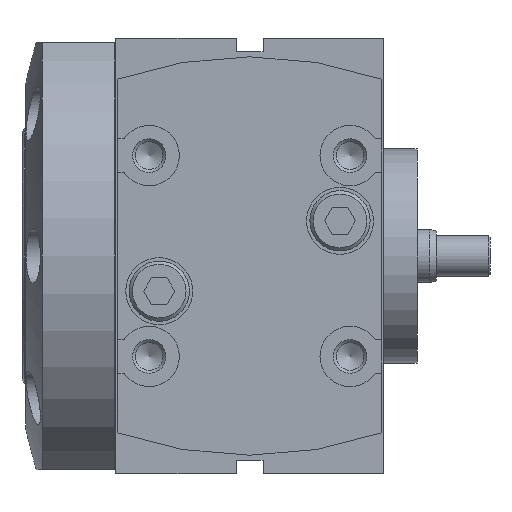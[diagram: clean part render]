
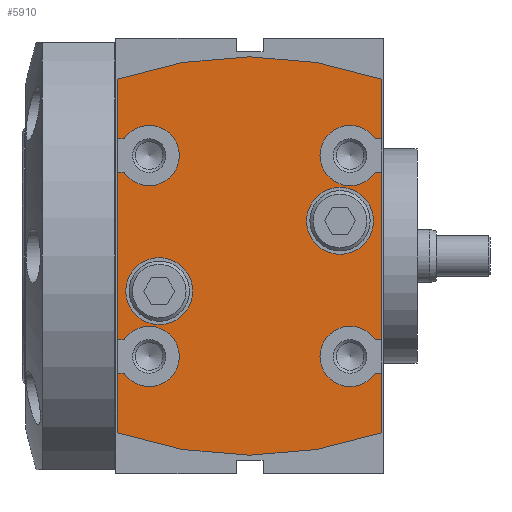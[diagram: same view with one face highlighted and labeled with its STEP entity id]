
A CAD part, left-side view. The second image highlights one B-rep face of the part: STEP entity #5910.
In plain terms, the highlighted planar face has unit normal (-1, 0, 0).
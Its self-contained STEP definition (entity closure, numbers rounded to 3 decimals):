
#193=LINE('',#9195,#517);
#194=LINE('',#9198,#518);
#195=LINE('',#9200,#519);
#196=LINE('',#9204,#520);
#197=LINE('',#9206,#521);
#198=LINE('',#9210,#522);
#199=LINE('',#9212,#523);
#200=LINE('',#9216,#524);
#201=LINE('',#9218,#525);
#202=LINE('',#9220,#526);
#203=LINE('',#9224,#527);
#204=LINE('',#9226,#528);
#205=LINE('',#9230,#529);
#206=LINE('',#9232,#530);
#517=VECTOR('',#7255,1000.);
#518=VECTOR('',#7256,1000.);
#519=VECTOR('',#7257,1000.);
#520=VECTOR('',#7260,1000.);
#521=VECTOR('',#7261,1000.);
#522=VECTOR('',#7264,1000.);
#523=VECTOR('',#7265,1000.);
#524=VECTOR('',#7268,1000.);
#525=VECTOR('',#7269,1000.);
#526=VECTOR('',#7270,1000.);
#527=VECTOR('',#7273,1000.);
#528=VECTOR('',#7274,1000.);
#529=VECTOR('',#7277,1000.);
#530=VECTOR('',#7278,1000.);
#831=PLANE('',#6407);
#1051=ORIENTED_EDGE('',*,*,#2475,.T.);
#1052=ORIENTED_EDGE('',*,*,#2476,.T.);
#1053=ORIENTED_EDGE('',*,*,#2477,.T.);
#1054=ORIENTED_EDGE('',*,*,#2478,.F.);
#1055=ORIENTED_EDGE('',*,*,#2479,.T.);
#1056=ORIENTED_EDGE('',*,*,#2480,.T.);
#1057=ORIENTED_EDGE('',*,*,#2481,.T.);
#1058=ORIENTED_EDGE('',*,*,#2482,.F.);
#1059=ORIENTED_EDGE('',*,*,#2483,.F.);
#1060=ORIENTED_EDGE('',*,*,#2484,.F.);
#1061=ORIENTED_EDGE('',*,*,#2485,.T.);
#1062=ORIENTED_EDGE('',*,*,#2486,.T.);
#1063=ORIENTED_EDGE('',*,*,#2487,.T.);
#1064=ORIENTED_EDGE('',*,*,#2488,.F.);
#1065=ORIENTED_EDGE('',*,*,#2489,.T.);
#1066=ORIENTED_EDGE('',*,*,#2490,.T.);
#1067=ORIENTED_EDGE('',*,*,#2491,.T.);
#1068=ORIENTED_EDGE('',*,*,#2492,.F.);
#1069=ORIENTED_EDGE('',*,*,#2493,.F.);
#1070=ORIENTED_EDGE('',*,*,#2494,.F.);
#1071=ORIENTED_EDGE('',*,*,#2495,.T.);
#1072=ORIENTED_EDGE('',*,*,#2496,.T.);
#2475=EDGE_CURVE('',#3187,#3187,#3776,.T.);
#2476=EDGE_CURVE('',#3188,#3188,#3777,.T.);
#2477=EDGE_CURVE('',#3189,#3190,#193,.T.);
#2478=EDGE_CURVE('',#3191,#3190,#194,.T.);
#2479=EDGE_CURVE('',#3191,#3192,#195,.T.);
#2480=EDGE_CURVE('',#3192,#3193,#3778,.T.);
#2481=EDGE_CURVE('',#3193,#3194,#196,.T.);
#2482=EDGE_CURVE('',#3195,#3194,#197,.T.);
#2483=EDGE_CURVE('',#3196,#3195,#3779,.T.);
#2484=EDGE_CURVE('',#3197,#3196,#198,.T.);
#2485=EDGE_CURVE('',#3197,#3198,#199,.T.);
#2486=EDGE_CURVE('',#3198,#3199,#3780,.T.);
#2487=EDGE_CURVE('',#3199,#3200,#200,.T.);
#2488=EDGE_CURVE('',#3201,#3200,#201,.T.);
#2489=EDGE_CURVE('',#3201,#3202,#202,.T.);
#2490=EDGE_CURVE('',#3202,#3203,#3781,.T.);
#2491=EDGE_CURVE('',#3203,#3204,#203,.T.);
#2492=EDGE_CURVE('',#3205,#3204,#204,.T.);
#2493=EDGE_CURVE('',#3206,#3205,#3782,.T.);
#2494=EDGE_CURVE('',#3207,#3206,#205,.T.);
#2495=EDGE_CURVE('',#3207,#3208,#206,.T.);
#2496=EDGE_CURVE('',#3208,#3189,#3783,.T.);
#3187=VERTEX_POINT('',#9192);
#3188=VERTEX_POINT('',#9194);
#3189=VERTEX_POINT('',#9196);
#3190=VERTEX_POINT('',#9197);
#3191=VERTEX_POINT('',#9199);
#3192=VERTEX_POINT('',#9201);
#3193=VERTEX_POINT('',#9203);
#3194=VERTEX_POINT('',#9205);
#3195=VERTEX_POINT('',#9207);
#3196=VERTEX_POINT('',#9209);
#3197=VERTEX_POINT('',#9211);
#3198=VERTEX_POINT('',#9213);
#3199=VERTEX_POINT('',#9215);
#3200=VERTEX_POINT('',#9217);
#3201=VERTEX_POINT('',#9219);
#3202=VERTEX_POINT('',#9221);
#3203=VERTEX_POINT('',#9223);
#3204=VERTEX_POINT('',#9225);
#3205=VERTEX_POINT('',#9227);
#3206=VERTEX_POINT('',#9229);
#3207=VERTEX_POINT('',#9231);
#3208=VERTEX_POINT('',#9233);
#3776=CIRCLE('',#6408,5.);
#3777=CIRCLE('',#6409,5.);
#3778=CIRCLE('',#6410,4.5);
#3779=CIRCLE('',#6411,59.7);
#3780=CIRCLE('',#6412,4.5);
#3781=CIRCLE('',#6413,4.5);
#3782=CIRCLE('',#6414,59.7);
#3783=CIRCLE('',#6415,4.5);
#4144=EDGE_LOOP('',(#1051));
#4145=EDGE_LOOP('',(#1052));
#4146=EDGE_LOOP('',(#1053,#1054,#1055,#1056,#1057,#1058,#1059,#1060,#1061,
#1062,#1063,#1064,#1065,#1066,#1067,#1068,#1069,#1070,#1071,#1072));
#4946=FACE_BOUND('',#4144,.T.);
#4947=FACE_BOUND('',#4145,.T.);
#4948=FACE_BOUND('',#4146,.T.);
#5910=ADVANCED_FACE('',(#4946,#4947,#4948),#831,.F.);
#6407=AXIS2_PLACEMENT_3D('',#9190,#7249,#7250);
#6408=AXIS2_PLACEMENT_3D('',#9191,#7251,#7252);
#6409=AXIS2_PLACEMENT_3D('',#9193,#7253,#7254);
#6410=AXIS2_PLACEMENT_3D('',#9202,#7258,#7259);
#6411=AXIS2_PLACEMENT_3D('',#9208,#7262,#7263);
#6412=AXIS2_PLACEMENT_3D('',#9214,#7266,#7267);
#6413=AXIS2_PLACEMENT_3D('',#9222,#7271,#7272);
#6414=AXIS2_PLACEMENT_3D('',#9228,#7275,#7276);
#6415=AXIS2_PLACEMENT_3D('',#9234,#7279,#7280);
#7249=DIRECTION('',(1.,0.,0.));
#7250=DIRECTION('',(0.,0.,-1.));
#7251=DIRECTION('',(1.,0.,0.));
#7252=DIRECTION('',(0.,0.,-1.));
#7253=DIRECTION('',(1.,0.,0.));
#7254=DIRECTION('',(0.,0.,-1.));
#7255=DIRECTION('',(0.,-1.,0.));
#7256=DIRECTION('',(0.,0.,-1.));
#7257=DIRECTION('',(0.,1.,0.));
#7258=DIRECTION('',(1.,0.,0.));
#7259=DIRECTION('',(0.,0.,-1.));
#7260=DIRECTION('',(0.,-1.,0.));
#7261=DIRECTION('',(0.,0.,-1.));
#7262=DIRECTION('',(1.,0.,0.));
#7263=DIRECTION('',(0.,0.,-1.));
#7264=DIRECTION('',(0.,0.,1.));
#7265=DIRECTION('',(0.,-1.,0.));
#7266=DIRECTION('',(1.,0.,0.));
#7267=DIRECTION('',(0.,0.,-1.));
#7268=DIRECTION('',(0.,1.,0.));
#7269=DIRECTION('',(0.,0.,1.));
#7270=DIRECTION('',(0.,-1.,0.));
#7271=DIRECTION('',(1.,0.,0.));
#7272=DIRECTION('',(0.,0.,-1.));
#7273=DIRECTION('',(0.,1.,0.));
#7274=DIRECTION('',(0.,0.,1.));
#7275=DIRECTION('',(1.,0.,0.));
#7276=DIRECTION('',(0.,0.,-1.));
#7277=DIRECTION('',(0.,0.,-1.));
#7278=DIRECTION('',(0.,1.,0.));
#7279=DIRECTION('',(1.,0.,0.));
#7280=DIRECTION('',(0.,0.,-1.));
#9190=CARTESIAN_POINT('',(-45.,20.,-29.95));
#9191=CARTESIAN_POINT('',(-45.,33.5,-5.25));
#9192=CARTESIAN_POINT('',(-45.,33.5,-10.25));
#9193=CARTESIAN_POINT('',(-45.,6.5,5.25));
#9194=CARTESIAN_POINT('',(-45.,6.5,0.25));
#9195=CARTESIAN_POINT('',(-45.,5.,-12.5));
#9196=CARTESIAN_POINT('',(-45.,1.258,-12.5));
#9197=CARTESIAN_POINT('',(-45.,0.3,-12.5));
#9198=CARTESIAN_POINT('',(-45.,0.3,26.406));
#9199=CARTESIAN_POINT('',(-45.,0.3,12.5));
#9200=CARTESIAN_POINT('',(-45.,0.,12.5));
#9201=CARTESIAN_POINT('',(-45.,1.258,12.5));
#9202=CARTESIAN_POINT('',(-45.,5.,15.));
#9203=CARTESIAN_POINT('',(-45.,1.258,17.5));
#9204=CARTESIAN_POINT('',(-45.,5.,17.5));
#9205=CARTESIAN_POINT('',(-45.,0.3,17.5));
#9206=CARTESIAN_POINT('',(-45.,0.3,26.406));
#9207=CARTESIAN_POINT('',(-45.,0.3,26.406));
#9208=CARTESIAN_POINT('',(-45.,20.,-29.95));
#9209=CARTESIAN_POINT('',(-45.,39.7,26.406));
#9210=CARTESIAN_POINT('',(-45.,39.7,-26.406));
#9211=CARTESIAN_POINT('',(-45.,39.7,17.5));
#9212=CARTESIAN_POINT('',(-45.,40.,17.5));
#9213=CARTESIAN_POINT('',(-45.,38.742,17.5));
#9214=CARTESIAN_POINT('',(-45.,35.,15.));
#9215=CARTESIAN_POINT('',(-45.,38.742,12.5));
#9216=CARTESIAN_POINT('',(-45.,35.,12.5));
#9217=CARTESIAN_POINT('',(-45.,39.7,12.5));
#9218=CARTESIAN_POINT('',(-45.,39.7,-26.406));
#9219=CARTESIAN_POINT('',(-45.,39.7,-12.5));
#9220=CARTESIAN_POINT('',(-45.,40.,-12.5));
#9221=CARTESIAN_POINT('',(-45.,38.742,-12.5));
#9222=CARTESIAN_POINT('',(-45.,35.,-15.));
#9223=CARTESIAN_POINT('',(-45.,38.742,-17.5));
#9224=CARTESIAN_POINT('',(-45.,35.,-17.5));
#9225=CARTESIAN_POINT('',(-45.,39.7,-17.5));
#9226=CARTESIAN_POINT('',(-45.,39.7,-26.406));
#9227=CARTESIAN_POINT('',(-45.,39.7,-26.406));
#9228=CARTESIAN_POINT('',(-45.,20.,29.95));
#9229=CARTESIAN_POINT('',(-45.,0.3,-26.406));
#9230=CARTESIAN_POINT('',(-45.,0.3,26.406));
#9231=CARTESIAN_POINT('',(-45.,0.3,-17.5));
#9232=CARTESIAN_POINT('',(-45.,0.,-17.5));
#9233=CARTESIAN_POINT('',(-45.,1.258,-17.5));
#9234=CARTESIAN_POINT('',(-45.,5.,-15.));
